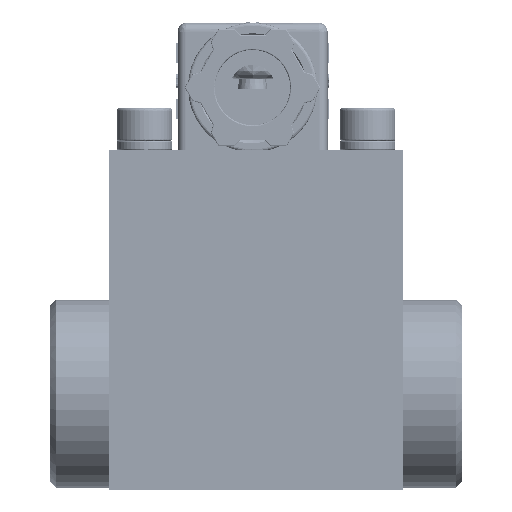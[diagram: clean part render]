
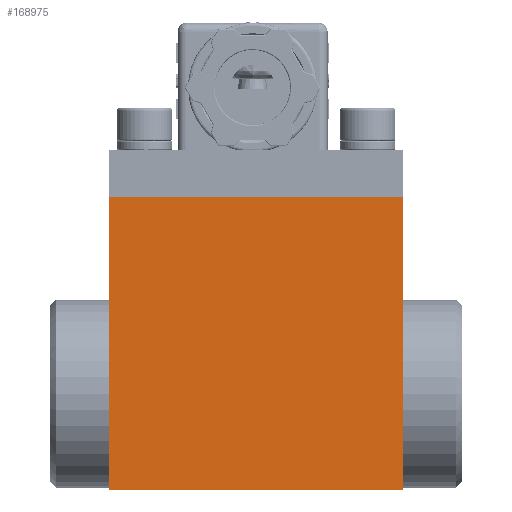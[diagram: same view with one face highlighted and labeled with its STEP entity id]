
A CAD part, front view. The second image highlights one B-rep face of the part: STEP entity #168975.
In plain terms, the highlighted face is planar.
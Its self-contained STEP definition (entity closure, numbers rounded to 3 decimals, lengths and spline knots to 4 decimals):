
#18269 = VECTOR ( 'NONE', #131866, 39.3701 ) ;
#18272 = VECTOR ( 'NONE', #132007, 39.3701 ) ;
#18279 = LINE ( 'NONE', #132017, #18272 ) ;
#18522 = VECTOR ( 'NONE', #157670, 39.3701 ) ;
#18528 = VECTOR ( 'NONE', #157690, 39.3701 ) ;
#18530 = LINE ( 'NONE', #157689, #18528 ) ;
#18532 = LINE ( 'NONE', #157692, #18522 ) ;
#20742 = LINE ( 'NONE', #131861, #18269 ) ;
#29213 = CARTESIAN_POINT ( 'NONE',  ( -0.9843, 0., 0.9843 ) ) ;
#29229 = PLANE ( 'NONE',  #101615 ) ;
#29233 = DIRECTION ( 'NONE',  ( 0., 0., 1. ) ) ;
#29235 = DIRECTION ( 'NONE',  ( 1., 0., 0. ) ) ;
#29779 = ORIENTED_EDGE ( 'NONE', *, *, #83888, .T. ) ;
#29786 = ORIENTED_EDGE ( 'NONE', *, *, #84223, .T. ) ;
#29787 = ORIENTED_EDGE ( 'NONE', *, *, #83877, .T. ) ;
#29807 = ORIENTED_EDGE ( 'NONE', *, *, #84225, .T. ) ;
#31424 = VERTEX_POINT ( 'NONE', #154241 ) ;
#31437 = VERTEX_POINT ( 'NONE', #154244 ) ;
#31442 = VERTEX_POINT ( 'NONE', #154251 ) ;
#31446 = VERTEX_POINT ( 'NONE', #154249 ) ;
#55852 = FACE_OUTER_BOUND ( 'NONE', #91181, .T. ) ;
#83877 = EDGE_CURVE ( 'NONE', #31446, #31437, #20742, .T. ) ;
#83888 = EDGE_CURVE ( 'NONE', #31424, #31446, #18279, .T. ) ;
#84223 = EDGE_CURVE ( 'NONE', #31442, #31424, #18530, .T. ) ;
#84225 = EDGE_CURVE ( 'NONE', #31437, #31442, #18532, .T. ) ;
#91181 = EDGE_LOOP ( 'NONE', ( #29786, #29779, #29787, #29807 ) ) ;
#101615 = AXIS2_PLACEMENT_3D ( 'NONE', #29213, #29233, #29235 ) ;
#131861 = CARTESIAN_POINT ( 'NONE',  ( -0.9843, 0., 0.9843 ) ) ;
#131866 = DIRECTION ( 'NONE',  ( 0., -1., 0. ) ) ;
#132007 = DIRECTION ( 'NONE',  ( -1., 0., 0. ) ) ;
#132017 = CARTESIAN_POINT ( 'NONE',  ( -0.9843, 1.9606, 0.9843 ) ) ;
#154241 = CARTESIAN_POINT ( 'NONE',  ( 0.9843, 1.9606, 0.9843 ) ) ;
#154244 = CARTESIAN_POINT ( 'NONE',  ( -0.9843, 0., 0.9843 ) ) ;
#154249 = CARTESIAN_POINT ( 'NONE',  ( -0.9843, 1.9606, 0.9843 ) ) ;
#154251 = CARTESIAN_POINT ( 'NONE',  ( 0.9843, 0., 0.9843 ) ) ;
#157670 = DIRECTION ( 'NONE',  ( 1., 0., 0. ) ) ;
#157689 = CARTESIAN_POINT ( 'NONE',  ( 0.9843, 0., 0.9843 ) ) ;
#157690 = DIRECTION ( 'NONE',  ( 0., 1., 0. ) ) ;
#157692 = CARTESIAN_POINT ( 'NONE',  ( -0.9843, 0., 0.9843 ) ) ;
#168975 = ADVANCED_FACE ( 'NONE', ( #55852 ), #29229, .T. ) ;
